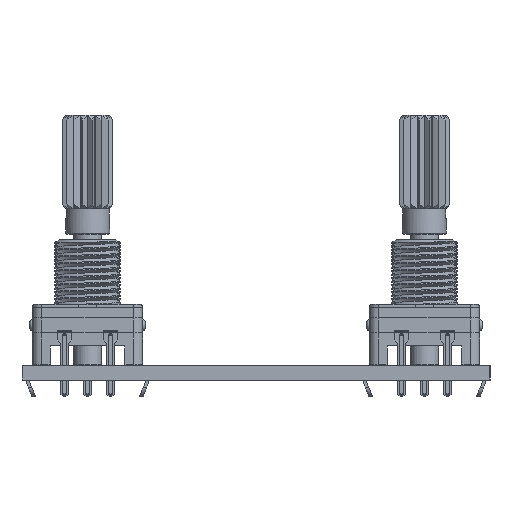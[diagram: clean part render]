
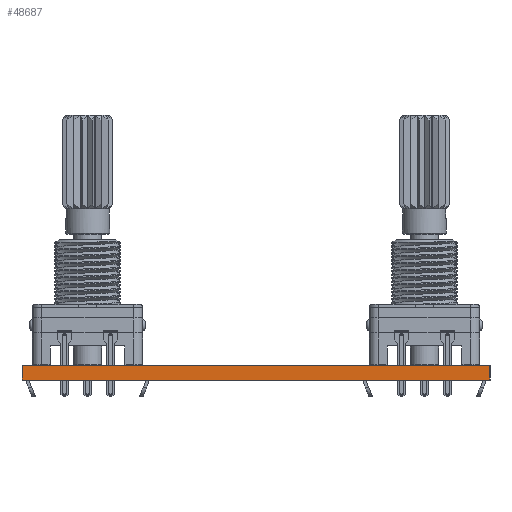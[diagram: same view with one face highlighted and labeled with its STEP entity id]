
A CAD part, left-side view. The second image highlights one B-rep face of the part: STEP entity #48687.
In plain terms, the highlighted planar face has unit normal (-1, 0, 0).
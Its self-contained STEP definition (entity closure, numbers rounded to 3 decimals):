
#48571 = EDGE_CURVE('',#48572,#48574,#48576,.T.);
#48572 = VERTEX_POINT('',#48573);
#48573 = CARTESIAN_POINT('',(0.,0.,0.));
#48574 = VERTEX_POINT('',#48575);
#48575 = CARTESIAN_POINT('',(0.,0.,1.6));
#48576 = SURFACE_CURVE('',#48577,(#48581,#48593),.PCURVE_S1.);
#48577 = LINE('',#48578,#48579);
#48578 = CARTESIAN_POINT('',(0.,0.,0.));
#48579 = VECTOR('',#48580,1.);
#48580 = DIRECTION('',(0.,0.,1.));
#48581 = PCURVE('',#48582,#48587);
#48582 = PLANE('',#48583);
#48583 = AXIS2_PLACEMENT_3D('',#48584,#48585,#48586);
#48584 = CARTESIAN_POINT('',(0.,0.,0.));
#48585 = DIRECTION('',(0.,1.,0.));
#48586 = DIRECTION('',(1.,0.,0.));
#48587 = DEFINITIONAL_REPRESENTATION('',(#48588),#48592);
#48588 = LINE('',#48589,#48590);
#48589 = CARTESIAN_POINT('',(0.,0.));
#48590 = VECTOR('',#48591,1.);
#48591 = DIRECTION('',(0.,-1.));
#48592 = ( GEOMETRIC_REPRESENTATION_CONTEXT(2) 
PARAMETRIC_REPRESENTATION_CONTEXT() REPRESENTATION_CONTEXT('2D SPACE',''
  ) );
#48593 = PCURVE('',#48594,#48599);
#48594 = PLANE('',#48595);
#48595 = AXIS2_PLACEMENT_3D('',#48596,#48597,#48598);
#48596 = CARTESIAN_POINT('',(0.,50.,0.));
#48597 = DIRECTION('',(1.,0.,0.));
#48598 = DIRECTION('',(0.,-1.,0.));
#48599 = DEFINITIONAL_REPRESENTATION('',(#48600),#48604);
#48600 = LINE('',#48601,#48602);
#48601 = CARTESIAN_POINT('',(50.,0.));
#48602 = VECTOR('',#48603,1.);
#48603 = DIRECTION('',(0.,-1.));
#48604 = ( GEOMETRIC_REPRESENTATION_CONTEXT(2) 
PARAMETRIC_REPRESENTATION_CONTEXT() REPRESENTATION_CONTEXT('2D SPACE',''
  ) );
#48622 = PLANE('',#48623);
#48623 = AXIS2_PLACEMENT_3D('',#48624,#48625,#48626);
#48624 = CARTESIAN_POINT('',(30.,25.,1.6));
#48625 = DIRECTION('',(0.,0.,1.));
#48626 = DIRECTION('',(1.,0.,0.));
#48676 = PLANE('',#48677);
#48677 = AXIS2_PLACEMENT_3D('',#48678,#48679,#48680);
#48678 = CARTESIAN_POINT('',(30.,25.,0.));
#48679 = DIRECTION('',(0.,0.,1.));
#48680 = DIRECTION('',(1.,0.,0.));
#48687 = ADVANCED_FACE('',(#48688),#48594,.F.);
#48688 = FACE_BOUND('',#48689,.F.);
#48689 = EDGE_LOOP('',(#48690,#48720,#48741,#48742));
#48690 = ORIENTED_EDGE('',*,*,#48691,.T.);
#48691 = EDGE_CURVE('',#48692,#48694,#48696,.T.);
#48692 = VERTEX_POINT('',#48693);
#48693 = CARTESIAN_POINT('',(0.,50.,0.));
#48694 = VERTEX_POINT('',#48695);
#48695 = CARTESIAN_POINT('',(0.,50.,1.6));
#48696 = SURFACE_CURVE('',#48697,(#48701,#48708),.PCURVE_S1.);
#48697 = LINE('',#48698,#48699);
#48698 = CARTESIAN_POINT('',(0.,50.,0.));
#48699 = VECTOR('',#48700,1.);
#48700 = DIRECTION('',(0.,0.,1.));
#48701 = PCURVE('',#48594,#48702);
#48702 = DEFINITIONAL_REPRESENTATION('',(#48703),#48707);
#48703 = LINE('',#48704,#48705);
#48704 = CARTESIAN_POINT('',(0.,0.));
#48705 = VECTOR('',#48706,1.);
#48706 = DIRECTION('',(0.,-1.));
#48707 = ( GEOMETRIC_REPRESENTATION_CONTEXT(2) 
PARAMETRIC_REPRESENTATION_CONTEXT() REPRESENTATION_CONTEXT('2D SPACE',''
  ) );
#48708 = PCURVE('',#48709,#48714);
#48709 = PLANE('',#48710);
#48710 = AXIS2_PLACEMENT_3D('',#48711,#48712,#48713);
#48711 = CARTESIAN_POINT('',(60.,50.,0.));
#48712 = DIRECTION('',(0.,-1.,0.));
#48713 = DIRECTION('',(-1.,0.,0.));
#48714 = DEFINITIONAL_REPRESENTATION('',(#48715),#48719);
#48715 = LINE('',#48716,#48717);
#48716 = CARTESIAN_POINT('',(60.,0.));
#48717 = VECTOR('',#48718,1.);
#48718 = DIRECTION('',(0.,-1.));
#48719 = ( GEOMETRIC_REPRESENTATION_CONTEXT(2) 
PARAMETRIC_REPRESENTATION_CONTEXT() REPRESENTATION_CONTEXT('2D SPACE',''
  ) );
#48720 = ORIENTED_EDGE('',*,*,#48721,.T.);
#48721 = EDGE_CURVE('',#48694,#48574,#48722,.T.);
#48722 = SURFACE_CURVE('',#48723,(#48727,#48734),.PCURVE_S1.);
#48723 = LINE('',#48724,#48725);
#48724 = CARTESIAN_POINT('',(0.,50.,1.6));
#48725 = VECTOR('',#48726,1.);
#48726 = DIRECTION('',(0.,-1.,0.));
#48727 = PCURVE('',#48594,#48728);
#48728 = DEFINITIONAL_REPRESENTATION('',(#48729),#48733);
#48729 = LINE('',#48730,#48731);
#48730 = CARTESIAN_POINT('',(0.,-1.6));
#48731 = VECTOR('',#48732,1.);
#48732 = DIRECTION('',(1.,0.));
#48733 = ( GEOMETRIC_REPRESENTATION_CONTEXT(2) 
PARAMETRIC_REPRESENTATION_CONTEXT() REPRESENTATION_CONTEXT('2D SPACE',''
  ) );
#48734 = PCURVE('',#48622,#48735);
#48735 = DEFINITIONAL_REPRESENTATION('',(#48736),#48740);
#48736 = LINE('',#48737,#48738);
#48737 = CARTESIAN_POINT('',(-30.,25.));
#48738 = VECTOR('',#48739,1.);
#48739 = DIRECTION('',(0.,-1.));
#48740 = ( GEOMETRIC_REPRESENTATION_CONTEXT(2) 
PARAMETRIC_REPRESENTATION_CONTEXT() REPRESENTATION_CONTEXT('2D SPACE',''
  ) );
#48741 = ORIENTED_EDGE('',*,*,#48571,.F.);
#48742 = ORIENTED_EDGE('',*,*,#48743,.F.);
#48743 = EDGE_CURVE('',#48692,#48572,#48744,.T.);
#48744 = SURFACE_CURVE('',#48745,(#48749,#48756),.PCURVE_S1.);
#48745 = LINE('',#48746,#48747);
#48746 = CARTESIAN_POINT('',(0.,50.,0.));
#48747 = VECTOR('',#48748,1.);
#48748 = DIRECTION('',(0.,-1.,0.));
#48749 = PCURVE('',#48594,#48750);
#48750 = DEFINITIONAL_REPRESENTATION('',(#48751),#48755);
#48751 = LINE('',#48752,#48753);
#48752 = CARTESIAN_POINT('',(0.,0.));
#48753 = VECTOR('',#48754,1.);
#48754 = DIRECTION('',(1.,0.));
#48755 = ( GEOMETRIC_REPRESENTATION_CONTEXT(2) 
PARAMETRIC_REPRESENTATION_CONTEXT() REPRESENTATION_CONTEXT('2D SPACE',''
  ) );
#48756 = PCURVE('',#48676,#48757);
#48757 = DEFINITIONAL_REPRESENTATION('',(#48758),#48762);
#48758 = LINE('',#48759,#48760);
#48759 = CARTESIAN_POINT('',(-30.,25.));
#48760 = VECTOR('',#48761,1.);
#48761 = DIRECTION('',(0.,-1.));
#48762 = ( GEOMETRIC_REPRESENTATION_CONTEXT(2) 
PARAMETRIC_REPRESENTATION_CONTEXT() REPRESENTATION_CONTEXT('2D SPACE',''
  ) );
